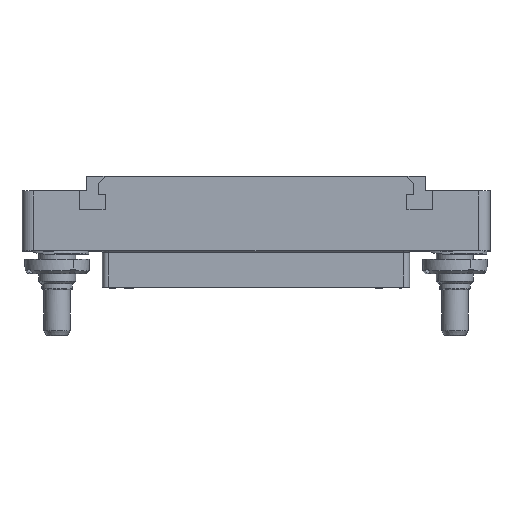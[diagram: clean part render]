
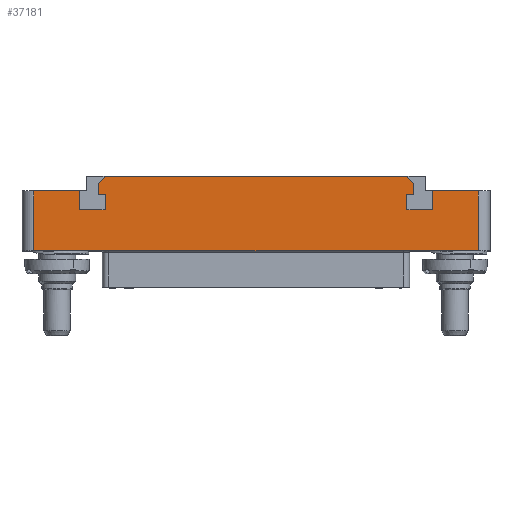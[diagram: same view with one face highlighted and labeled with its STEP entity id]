
A CAD part, top view. The second image highlights one B-rep face of the part: STEP entity #37181.
In plain terms, the highlighted planar face has unit normal (0, 0, 1).
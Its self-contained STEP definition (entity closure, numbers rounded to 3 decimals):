
#1494=DIRECTION('',(0.707,-0.707,0.));
#1495=VECTOR('',#1494,1.697);
#1496=CARTESIAN_POINT('',(25.8,12.75,7.));
#1497=LINE('',#1496,#1495);
#1498=DIRECTION('',(-1.,0.,0.));
#1499=VECTOR('',#1498,76.);
#1500=CARTESIAN_POINT('',(38.,0.,7.));
#1501=LINE('',#1500,#1499);
#1502=DIRECTION('',(1.,0.,0.));
#1503=VECTOR('',#1502,7.8);
#1504=CARTESIAN_POINT('',(-38.,10.25,7.));
#1505=LINE('',#1504,#1503);
#1506=DIRECTION('',(0.,-1.,0.));
#1507=VECTOR('',#1506,3.2);
#1508=CARTESIAN_POINT('',(-30.2,10.25,7.));
#1509=LINE('',#1508,#1507);
#1510=DIRECTION('',(1.,0.,0.));
#1511=VECTOR('',#1510,4.4);
#1512=CARTESIAN_POINT('',(-30.2,7.05,7.));
#1513=LINE('',#1512,#1511);
#1514=DIRECTION('',(0.,1.,0.));
#1515=VECTOR('',#1514,2.6);
#1516=CARTESIAN_POINT('',(-25.8,7.05,7.));
#1517=LINE('',#1516,#1515);
#1518=DIRECTION('',(-1.,0.,0.));
#1519=VECTOR('',#1518,1.2);
#1520=CARTESIAN_POINT('',(-25.8,9.65,7.));
#1521=LINE('',#1520,#1519);
#1522=DIRECTION('',(0.,-1.,0.));
#1523=VECTOR('',#1522,1.9);
#1524=CARTESIAN_POINT('',(-27.,11.55,7.));
#1525=LINE('',#1524,#1523);
#1526=DIRECTION('',(1.,0.,0.));
#1527=VECTOR('',#1526,51.6);
#1528=CARTESIAN_POINT('',(-25.8,12.75,7.));
#1529=LINE('',#1528,#1527);
#1530=DIRECTION('',(0.,-1.,0.));
#1531=VECTOR('',#1530,1.9);
#1532=CARTESIAN_POINT('',(27.,11.55,7.));
#1533=LINE('',#1532,#1531);
#1534=DIRECTION('',(-1.,0.,0.));
#1535=VECTOR('',#1534,1.2);
#1536=CARTESIAN_POINT('',(27.,9.65,7.));
#1537=LINE('',#1536,#1535);
#1538=DIRECTION('',(0.,-1.,0.));
#1539=VECTOR('',#1538,2.6);
#1540=CARTESIAN_POINT('',(25.8,9.65,7.));
#1541=LINE('',#1540,#1539);
#1542=DIRECTION('',(1.,0.,0.));
#1543=VECTOR('',#1542,4.4);
#1544=CARTESIAN_POINT('',(25.8,7.05,7.));
#1545=LINE('',#1544,#1543);
#1546=DIRECTION('',(0.,1.,0.));
#1547=VECTOR('',#1546,3.2);
#1548=CARTESIAN_POINT('',(30.2,7.05,7.));
#1549=LINE('',#1548,#1547);
#1550=DIRECTION('',(1.,0.,0.));
#1551=VECTOR('',#1550,7.8);
#1552=CARTESIAN_POINT('',(30.2,10.25,7.));
#1553=LINE('',#1552,#1551);
#1554=DIRECTION('',(0.,1.,0.));
#1555=VECTOR('',#1554,10.25);
#1556=CARTESIAN_POINT('',(38.,0.,7.));
#1557=LINE('',#1556,#1555);
#4637=DIRECTION('',(0.,-1.,0.));
#4638=VECTOR('',#4637,10.25);
#4639=CARTESIAN_POINT('',(-38.,10.25,7.));
#4640=LINE('',#4639,#4638);
#4767=DIRECTION('',(-0.707,-0.707,0.));
#4768=VECTOR('',#4767,1.697);
#4769=CARTESIAN_POINT('',(-25.8,12.75,7.));
#4770=LINE('',#4769,#4768);
#29579=CARTESIAN_POINT('',(-30.2,10.25,7.));
#29580=CARTESIAN_POINT('',(-30.2,7.05,7.));
#29581=VERTEX_POINT('',#29579);
#29582=VERTEX_POINT('',#29580);
#29583=CARTESIAN_POINT('',(-25.8,7.05,7.));
#29584=VERTEX_POINT('',#29583);
#29585=CARTESIAN_POINT('',(-25.8,9.65,7.));
#29586=VERTEX_POINT('',#29585);
#29587=CARTESIAN_POINT('',(-27.,9.65,7.));
#29588=VERTEX_POINT('',#29587);
#29589=CARTESIAN_POINT('',(27.,9.65,7.));
#29590=CARTESIAN_POINT('',(25.8,9.65,7.));
#29591=VERTEX_POINT('',#29589);
#29592=VERTEX_POINT('',#29590);
#29593=CARTESIAN_POINT('',(25.8,7.05,7.));
#29594=VERTEX_POINT('',#29593);
#29595=CARTESIAN_POINT('',(30.2,7.05,7.));
#29596=VERTEX_POINT('',#29595);
#29597=CARTESIAN_POINT('',(30.2,10.25,7.));
#29598=VERTEX_POINT('',#29597);
#29603=CARTESIAN_POINT('',(-25.8,12.75,7.));
#29605=VERTEX_POINT('',#29603);
#29607=CARTESIAN_POINT('',(-27.,11.55,7.));
#29609=VERTEX_POINT('',#29607);
#29611=CARTESIAN_POINT('',(25.8,12.75,7.));
#29613=VERTEX_POINT('',#29611);
#29615=CARTESIAN_POINT('',(27.,11.55,7.));
#29617=VERTEX_POINT('',#29615);
#29707=CARTESIAN_POINT('',(38.,0.,7.));
#29708=CARTESIAN_POINT('',(38.,10.25,7.));
#29709=VERTEX_POINT('',#29707);
#29710=VERTEX_POINT('',#29708);
#29715=CARTESIAN_POINT('',(-38.,10.25,7.));
#29716=CARTESIAN_POINT('',(-38.,0.,7.));
#29717=VERTEX_POINT('',#29715);
#29718=VERTEX_POINT('',#29716);
#37142=CARTESIAN_POINT('',(0.,0.,7.));
#37143=DIRECTION('',(0.,0.,-1.));
#37144=DIRECTION('',(-1.,0.,0.));
#37145=AXIS2_PLACEMENT_3D('',#37142,#37143,#37144);
#37146=PLANE('',#37145);
#37148=ORIENTED_EDGE('',*,*,#37147,.F.);
#37150=ORIENTED_EDGE('',*,*,#37149,.T.);
#37152=ORIENTED_EDGE('',*,*,#37151,.F.);
#37154=ORIENTED_EDGE('',*,*,#37153,.T.);
#37156=ORIENTED_EDGE('',*,*,#37155,.T.);
#37158=ORIENTED_EDGE('',*,*,#37157,.T.);
#37160=ORIENTED_EDGE('',*,*,#37159,.T.);
#37162=ORIENTED_EDGE('',*,*,#37161,.T.);
#37164=ORIENTED_EDGE('',*,*,#37163,.F.);
#37166=ORIENTED_EDGE('',*,*,#37165,.F.);
#37167=ORIENTED_EDGE('',*,*,#36760,.T.);
#37168=ORIENTED_EDGE('',*,*,#37123,.T.);
#37169=ORIENTED_EDGE('',*,*,#37133,.T.);
#37171=ORIENTED_EDGE('',*,*,#37170,.T.);
#37173=ORIENTED_EDGE('',*,*,#37172,.T.);
#37175=ORIENTED_EDGE('',*,*,#37174,.T.);
#37177=ORIENTED_EDGE('',*,*,#37176,.T.);
#37178=ORIENTED_EDGE('',*,*,#36347,.T.);
#37179=EDGE_LOOP('',(#37148,#37150,#37152,#37154,#37156,#37158,#37160,#37162,
#37164,#37166,#37167,#37168,#37169,#37171,#37173,#37175,#37177,#37178));
#37180=FACE_OUTER_BOUND('',#37179,.F.);
#37181=ADVANCED_FACE('',(#37180),#37146,.F.);
#36347=EDGE_CURVE('',#29598,#29710,#1553,.T.);
#36760=EDGE_CURVE('',#29605,#29613,#1529,.T.);
#37123=EDGE_CURVE('',#29613,#29617,#1497,.T.);
#37133=EDGE_CURVE('',#29617,#29591,#1533,.T.);
#37147=EDGE_CURVE('',#29709,#29710,#1557,.T.);
#37149=EDGE_CURVE('',#29709,#29718,#1501,.T.);
#37151=EDGE_CURVE('',#29717,#29718,#4640,.T.);
#37153=EDGE_CURVE('',#29717,#29581,#1505,.T.);
#37155=EDGE_CURVE('',#29581,#29582,#1509,.T.);
#37157=EDGE_CURVE('',#29582,#29584,#1513,.T.);
#37159=EDGE_CURVE('',#29584,#29586,#1517,.T.);
#37161=EDGE_CURVE('',#29586,#29588,#1521,.T.);
#37163=EDGE_CURVE('',#29609,#29588,#1525,.T.);
#37165=EDGE_CURVE('',#29605,#29609,#4770,.T.);
#37170=EDGE_CURVE('',#29591,#29592,#1537,.T.);
#37172=EDGE_CURVE('',#29592,#29594,#1541,.T.);
#37174=EDGE_CURVE('',#29594,#29596,#1545,.T.);
#37176=EDGE_CURVE('',#29596,#29598,#1549,.T.);
